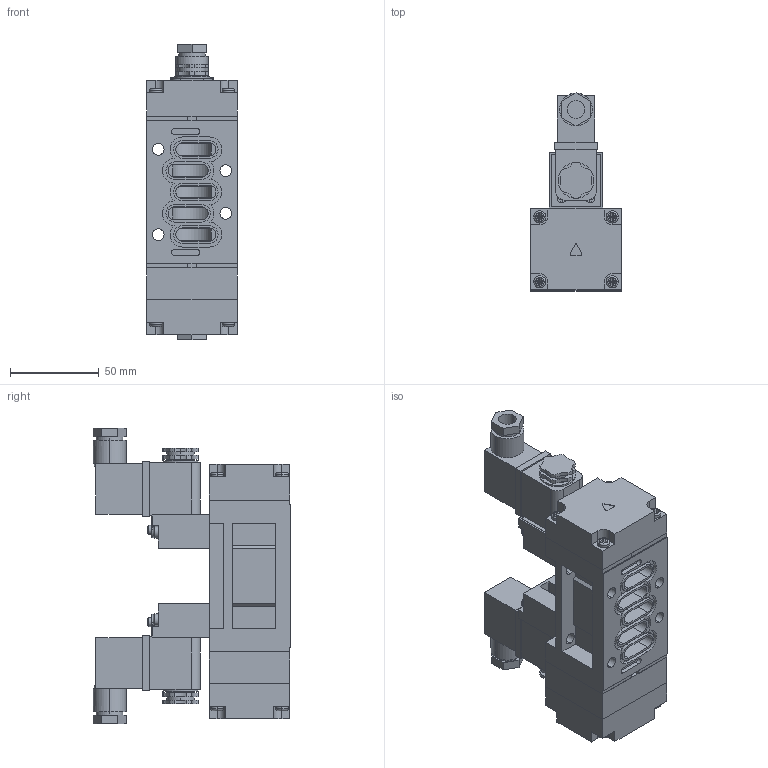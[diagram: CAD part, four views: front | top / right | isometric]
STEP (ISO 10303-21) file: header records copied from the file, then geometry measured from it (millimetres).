
FILE_DESCRIPTION (( 'STEP AP203' ), '1' );
FILE_NAME ('SIV533-IP-SC2-CD2.STEP', '2016-01-05T06:23:49', ( 'yrd8' ), ( '' ), 'SwSTEP 2.0', 'SolidWorks 2008', '' );
FILE_SCHEMA (( 'CONFIG_CONTROL_DESIGN' ));
Length unit declared in the file: millimetre
Products named in the file (6): SIV533-IP-SC2-CD2; SIV500 Body_晦獄; SIV500 Block Guide_ル遽; SIV500 Semi Pilot_晦獄; SIV500 Pilot; CN2_ル遽
Assembly tree (8 placements, depth 2):
  SIV533-IP-SC2-CD2
    SIV500 Pilot  x2
    CN2_ル遽  x2
    SIV500 Block Guide_ル遽
    SIV500 Body_晦獄
    SIV500 Semi Pilot_晦獄  x2
Bounding box: 51 x 111.2 x 166.5 mm (x, y, z)
Volume: 387637.8 mm3; surface area: 96008 mm2
Topology: 8 solids, 8 shells, 971 faces, 2421 edges, 1570 vertices
Faces by surface type: plane 592, cylinder 309, cone 40, torus 24, bspline 4, sphere 2
Entity records: 18781 total; most frequent: CARTESIAN_POINT 4214, DIRECTION 2903, ORIENTED_EDGE 2854, EDGE_CURVE 1427, AXIS2_PLACEMENT_3D 980, LINE 943, VECTOR 943, VERTEX_POINT 930
